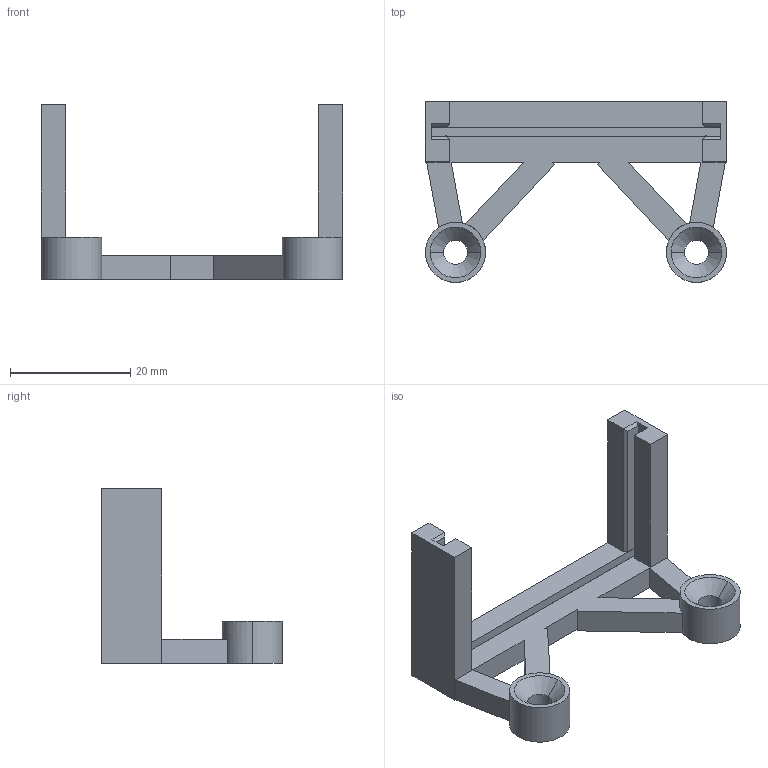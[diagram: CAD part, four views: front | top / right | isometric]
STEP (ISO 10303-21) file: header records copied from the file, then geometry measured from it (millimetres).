
FILE_DESCRIPTION (( 'STEP AP214' ), '1' );
FILE_NAME ('HC-SR04 mount_v0.3.STEP', '2025-03-14T19:39:31', ( '' ), ( '' ), 'SwSTEP 2.0', 'SolidWorks 2025', '' );
FILE_SCHEMA (( 'AUTOMOTIVE_DESIGN' ));
Length unit declared in the file: millimetre
Products named in the file (1): HC-SR04 mount_v0.3
Bounding box: 50 x 30 x 29 mm (x, y, z)
Volume: 4865.4 mm3; surface area: 4916.2 mm2
Topology: 1 solids, 1 shells, 83 faces, 222 edges, 144 vertices
Faces by surface type: plane 57, cone 18, cylinder 8
Entity records: 2611 total; most frequent: CARTESIAN_POINT 450, ORIENTED_EDGE 444, DIRECTION 442, EDGE_CURVE 222, LINE 170, VECTOR 170, VERTEX_POINT 144, AXIS2_PLACEMENT_3D 136
